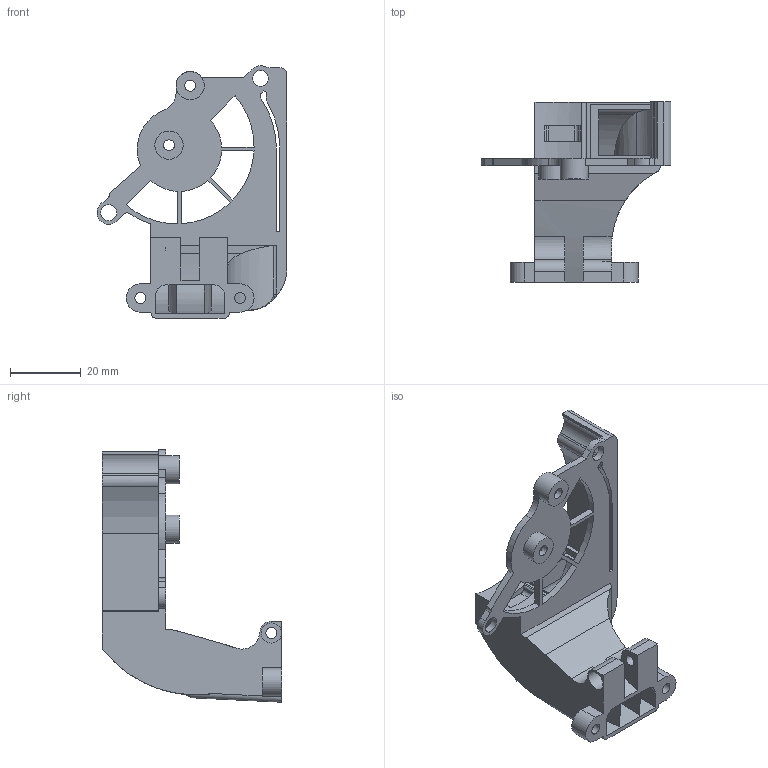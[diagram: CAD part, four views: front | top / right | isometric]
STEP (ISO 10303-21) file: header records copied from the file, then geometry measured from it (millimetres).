
FILE_DESCRIPTION(/* description */ (''),/* implementation_level */ '2;1');
FILE_NAME(/* name */ 'EDP Planetary Vertical - metal carrier_Planetary Vertical - No electronics blower frame.step',/* time_stamp */ '2021-03-04T22:35:17-05:00',/* author */ (''),/* organization */ (''),/* preprocessor_version */ 'ST-DEVELOPER v18.1',/* originating_system */ 'Autodesk Translation Framework v9.10.0.1330',/* authorisation */ '');
FILE_SCHEMA (('AUTOMOTIVE_DESIGN { 1 0 10303 214 3 1 1 }'));
Length unit declared in the file: millimetre
Products named in the file (1): Planetary Vertical - metal carrier_Planetary Vertical - No electronic
s blower frame - Metal Frame
Bounding box: 53.8 x 50.96 x 71.5 mm (x, y, z)
Volume: 17263.2 mm3; surface area: 16766 mm2
Topology: 1 solids, 2 shells, 216 faces, 615 edges, 405 vertices
Faces by surface type: plane 105, cylinder 72, bspline 34, torus 5
Full cylindrical faces by diameter (mm): 3.1 x6, 4.5 x2, 5.7 x3, 8 x2
Entity records: 8563 total; most frequent: CARTESIAN_POINT 3010, ORIENTED_EDGE 1228, DIRECTION 1036, EDGE_CURVE 614, VERTEX_POINT 405, AXIS2_PLACEMENT_3D 353, LINE 330, VECTOR 330
